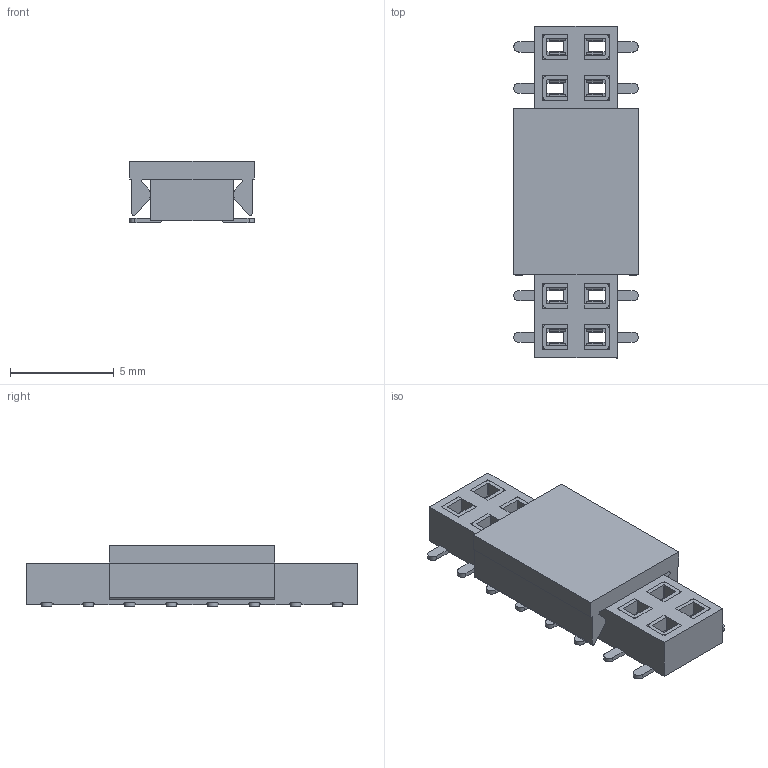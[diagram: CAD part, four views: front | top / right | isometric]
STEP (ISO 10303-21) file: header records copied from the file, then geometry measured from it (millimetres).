
FILE_DESCRIPTION(/* description */ ('Unknown'),/* implementation_level */ '2;1');
FILE_NAME(/* name */ 'J_Wurth_WR-PHD_62131621821',/* time_stamp */ '2025-04-28T13:24:00+08:00',/* author */ ('Unknown'),/* organization */ ('Unknown'),/* preprocessor_version */ 'ST-DEVELOPER v19.4',/* originating_system */ 'Solid Edge',/* authorisation */ 'Unknown');
FILE_SCHEMA (('AUTOMOTIVE_DESIGN {1 0 10303 214 3 1 1}'));
Length unit declared in the file: millimetre
Products named in the file (2): J_Wurth_WR-PHD_62131621821
Assembly tree (1 placements, depth 2):
  J_Wurth_WR-PHD_62131621821
    J_Wurth_WR-PHD_62131621821
Bounding box: 6 x 16 x 2.95 mm (x, y, z)
Volume: 158.2 mm3; surface area: 723.5 mm2
Topology: 18 solids, 18 shells, 1210 faces, 3250 edges, 2060 vertices
Faces by surface type: plane 678, cylinder 468, bspline 64
Entity records: 38114 total; most frequent: CARTESIAN_POINT 7738, ORIENTED_EDGE 6500, DIRECTION 6098, EDGE_CURVE 3250, LINE 2186, VECTOR 2186, VERTEX_POINT 2060, AXIS2_PLACEMENT_3D 1956
